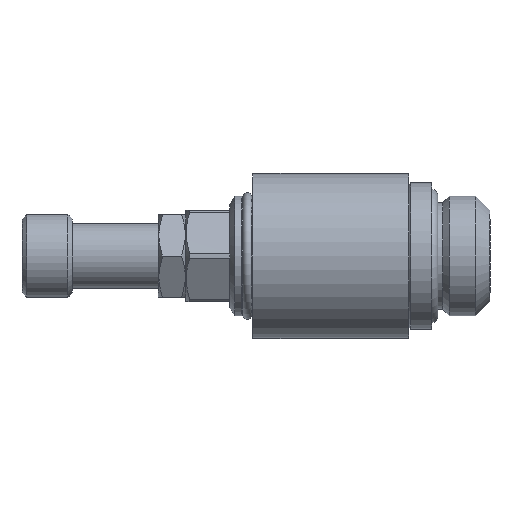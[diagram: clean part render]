
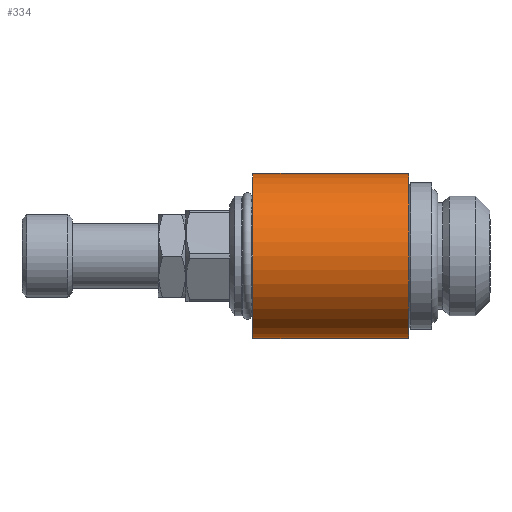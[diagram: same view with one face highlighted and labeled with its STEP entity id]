
A CAD part, left-side view. The second image highlights one B-rep face of the part: STEP entity #334.
In plain terms, the highlighted cylindrical face has radius 9 mm (diameter 18 mm), a full revolution.
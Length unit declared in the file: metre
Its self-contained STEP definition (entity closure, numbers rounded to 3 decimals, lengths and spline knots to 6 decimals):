
#334 = ADVANCED_FACE( 'NONE', ( #705, #706, #707 ), #708, .T. );
#705 = FACE_OUTER_BOUND( '', #1331, .T. );
#706 = FACE_OUTER_BOUND( '', #1332, .T. );
#707 = FACE_BOUND( '', #1333, .T. );
#708 = CYLINDRICAL_SURFACE( '', #1334, 0.009 );
#1331 = EDGE_LOOP( '', ( #2026 ) );
#1332 = EDGE_LOOP( '', ( #2027 ) );
#1333 = EDGE_LOOP( '', ( #2028, #2029 ) );
#1334 = AXIS2_PLACEMENT_3D( '', #2030, #2031, #2032 );
#2026 = ORIENTED_EDGE( '', *, *, #2393, .F. );
#2027 = ORIENTED_EDGE( '', *, *, #2416, .F. );
#2028 = ORIENTED_EDGE( '', *, *, #2214, .T. );
#2029 = ORIENTED_EDGE( '', *, *, #2367, .T. );
#2030 = CARTESIAN_POINT( '', ( 0., 0.032286, 0. ) );
#2031 = DIRECTION( '', ( 0., 1., 0. ) );
#2032 = DIRECTION( '', ( 0., 0., 1. ) );
#2214 = EDGE_CURVE( 'NONE', #2511, #2508, #2512, .T. );
#2367 = EDGE_CURVE( 'NONE', #2508, #2511, #2759, .T. );
#2393 = EDGE_CURVE( 'NONE', #2796, #2796, #2797, .T. );
#2416 = EDGE_CURVE( 'NONE', #2827, #2827, #2828, .T. );
#2508 = VERTEX_POINT( 'NONE', #2936 );
#2511 = VERTEX_POINT( 'NONE', #2939 );
#2512 = B_SPLINE_CURVE_WITH_KNOTS( '', 3, ( #2940, #2941, #2942, #2943, #2944, #2945, #2946, #2947, #2948, #2949, #2950, #2951, #2952, #2953, #2954, #2955, #2956, #2957, #2958, #2959, #2960, #2961, #2962 ), .UNSPECIFIED., .F., .F., ( 4, 1, 1, 1, 1, 1, 1, 1, 1, 1, 1, 1, 1, 1, 1, 1, 1, 1, 1, 1, 4 ), ( 0., 0.01563, 0.03126, 0.062508, 0.124939, 0.18737, 0.249891, 0.312412, 0.374933, 0.437454, 0.499974, 0.562495, 0.625015, 0.687535, 0.750056, 0.812577, 0.875028, 0.937483, 0.96874, 0.984368, 1. ), .UNSPECIFIED. );
#2759 = B_SPLINE_CURVE_WITH_KNOTS( '', 3, ( #3486, #3487, #3488, #3489, #3490, #3491, #3492, #3493, #3494, #3495, #3496, #3497, #3498, #3499, #3500, #3501, #3502, #3503, #3504, #3505, #3506, #3507, #3508 ), .UNSPECIFIED., .F., .F., ( 4, 1, 1, 1, 1, 1, 1, 1, 1, 1, 1, 1, 1, 1, 1, 1, 1, 1, 1, 1, 4 ), ( 0., 0.01563, 0.03126, 0.062508, 0.124939, 0.18737, 0.24989, 0.312412, 0.374933, 0.437453, 0.499974, 0.562494, 0.625015, 0.687535, 0.750056, 0.812578, 0.875028, 0.937483, 0.96874, 0.984368, 1. ), .UNSPECIFIED. );
#2796 = VERTEX_POINT( '', #3583 );
#2797 = CIRCLE( '', #3584, 0.009 );
#2827 = VERTEX_POINT( '', #3643 );
#2828 = CIRCLE( '', #3644, 0.009 );
#2936 = CARTESIAN_POINT( '', ( 0.007856, 0.020573, -0.004392 ) );
#2939 = CARTESIAN_POINT( '', ( 0.007853, 0.016838, 0.004396 ) );
#2940 = CARTESIAN_POINT( '', ( 0.007853, 0.016838, 0.004396 ) );
#2941 = CARTESIAN_POINT( '', ( 0.007838, 0.016913, 0.004424 ) );
#2942 = CARTESIAN_POINT( '', ( 0.007807, 0.017063, 0.004478 ) );
#2943 = CARTESIAN_POINT( '', ( 0.007754, 0.017369, 0.00457 ) );
#2944 = CARTESIAN_POINT( '', ( 0.007678, 0.017917, 0.004696 ) );
#2945 = CARTESIAN_POINT( '', ( 0.007634, 0.018728, 0.004767 ) );
#2946 = CARTESIAN_POINT( '', ( 0.007694, 0.019701, 0.004671 ) );
#2947 = CARTESIAN_POINT( '', ( 0.007853, 0.020627, 0.004402 ) );
#2948 = CARTESIAN_POINT( '', ( 0.008081, 0.021476, 0.003974 ) );
#2949 = CARTESIAN_POINT( '', ( 0.008342, 0.022224, 0.003401 ) );
#2950 = CARTESIAN_POINT( '', ( 0.008599, 0.02285, 0.002696 ) );
#2951 = CARTESIAN_POINT( '', ( 0.008819, 0.02333, 0.001871 ) );
#2952 = CARTESIAN_POINT( '', ( 0.008967, 0.023634, 0.00095 ) );
#2953 = CARTESIAN_POINT( '', ( 0.009018, 0.023736, -0.000025 ) );
#2954 = CARTESIAN_POINT( '', ( 0.008962, 0.023623, -0.000998 ) );
#2955 = CARTESIAN_POINT( '', ( 0.008809, 0.02331, -0.001915 ) );
#2956 = CARTESIAN_POINT( '', ( 0.008587, 0.022822, -0.002733 ) );
#2957 = CARTESIAN_POINT( '', ( 0.008329, 0.02219, -0.003432 ) );
#2958 = CARTESIAN_POINT( '', ( 0.008113, 0.021563, -0.003904 ) );
#2959 = CARTESIAN_POINT( '', ( 0.007976, 0.021081, -0.004171 ) );
#2960 = CARTESIAN_POINT( '', ( 0.007905, 0.020794, -0.004303 ) );
#2961 = CARTESIAN_POINT( '', ( 0.007872, 0.020647, -0.004362 ) );
#2962 = CARTESIAN_POINT( '', ( 0.007856, 0.020573, -0.004392 ) );
#3486 = CARTESIAN_POINT( '', ( 0.007856, 0.020573, -0.004392 ) );
#3487 = CARTESIAN_POINT( '', ( 0.00784, 0.020498, -0.004419 ) );
#3488 = CARTESIAN_POINT( '', ( 0.007809, 0.020349, -0.004474 ) );
#3489 = CARTESIAN_POINT( '', ( 0.007755, 0.020042, -0.004567 ) );
#3490 = CARTESIAN_POINT( '', ( 0.007679, 0.019494, -0.004695 ) );
#3491 = CARTESIAN_POINT( '', ( 0.007634, 0.018681, -0.004767 ) );
#3492 = CARTESIAN_POINT( '', ( 0.007693, 0.017707, -0.004673 ) );
#3493 = CARTESIAN_POINT( '', ( 0.007852, 0.016778, -0.004405 ) );
#3494 = CARTESIAN_POINT( '', ( 0.00808, 0.015927, -0.003977 ) );
#3495 = CARTESIAN_POINT( '', ( 0.008341, 0.015178, -0.003403 ) );
#3496 = CARTESIAN_POINT( '', ( 0.008599, 0.014551, -0.002697 ) );
#3497 = CARTESIAN_POINT( '', ( 0.008819, 0.01407, -0.001871 ) );
#3498 = CARTESIAN_POINT( '', ( 0.008967, 0.013766, -0.000949 ) );
#3499 = CARTESIAN_POINT( '', ( 0.009018, 0.013664, 0.000028 ) );
#3500 = CARTESIAN_POINT( '', ( 0.008961, 0.013777, 0.001003 ) );
#3501 = CARTESIAN_POINT( '', ( 0.008808, 0.014093, 0.00192 ) );
#3502 = CARTESIAN_POINT( '', ( 0.008585, 0.014582, 0.00274 ) );
#3503 = CARTESIAN_POINT( '', ( 0.008327, 0.015216, 0.003439 ) );
#3504 = CARTESIAN_POINT( '', ( 0.00811, 0.015846, 0.003909 ) );
#3505 = CARTESIAN_POINT( '', ( 0.007973, 0.016329, 0.004176 ) );
#3506 = CARTESIAN_POINT( '', ( 0.007902, 0.016617, 0.004308 ) );
#3507 = CARTESIAN_POINT( '', ( 0.00787, 0.016765, 0.004367 ) );
#3508 = CARTESIAN_POINT( '', ( 0.007853, 0.016838, 0.004396 ) );
#3583 = CARTESIAN_POINT( '', ( 0., 0.0092, -0.009 ) );
#3584 = AXIS2_PLACEMENT_3D( '', #4046, #4047, #4048 );
#3643 = CARTESIAN_POINT( '', ( 0., 0.0262, 0.009 ) );
#3644 = AXIS2_PLACEMENT_3D( '', #4069, #4070, #4071 );
#4046 = CARTESIAN_POINT( '', ( 0., 0.0092, 0. ) );
#4047 = DIRECTION( '', ( 0., -1., 0. ) );
#4048 = DIRECTION( '', ( 0., 0., -1. ) );
#4069 = CARTESIAN_POINT( '', ( 0., 0.0262, 0. ) );
#4070 = DIRECTION( '', ( 0., 1., 0. ) );
#4071 = DIRECTION( '', ( 0., 0., 1. ) );
